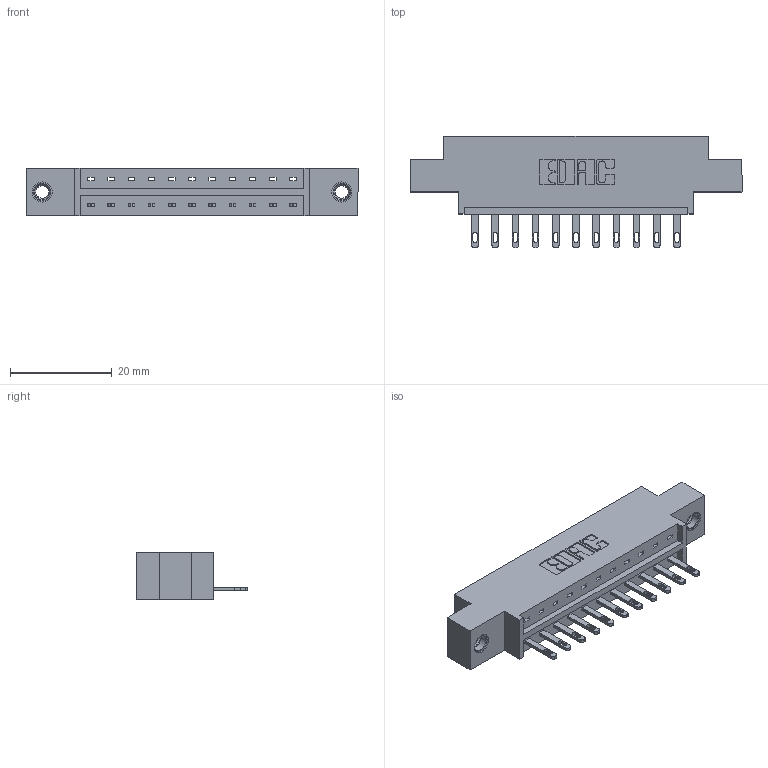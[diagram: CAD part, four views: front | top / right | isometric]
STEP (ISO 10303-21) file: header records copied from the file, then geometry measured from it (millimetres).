
FILE_DESCRIPTION (( 'STEP AP203' ), '1' );
FILE_NAME ('833-011-500-607.STEP', '2020-05-30T19:16:03', ( '' ), ( '' ), 'SwSTEP 2.0', 'SolidWorks 2020', '' );
FILE_SCHEMA (( 'CONFIG_CONTROL_DESIGN' ));
Length unit declared in the file: inch
Products named in the file (4): 833 Part_Offset - .156 Dia - TI; 833-011-500-607; 345-292-001_345-293-100; 345-250-001_345-250-005-103
Assembly tree (14 placements, depth 2):
  833-011-500-607
    833 Part_Offset - .156 Dia - TI
    345-292-001_345-293-100  x11
    345-250-001_345-250-005-103  x2
Bounding box: 65.13 x 21.85 x 9.4 mm (x, y, z)
Volume: 6052.4 mm3; surface area: 6607.9 mm2
Topology: 14 solids, 14 shells, 772 faces, 2307 edges, 1530 vertices
Faces by surface type: plane 502, cylinder 254, cone 12, torus 4
Entity records: 11982 total; most frequent: CARTESIAN_POINT 2054, ORIENTED_EDGE 1994, DIRECTION 1829, EDGE_CURVE 997, VECTOR 845, LINE 845, VERTEX_POINT 660, AXIS2_PLACEMENT_3D 492
